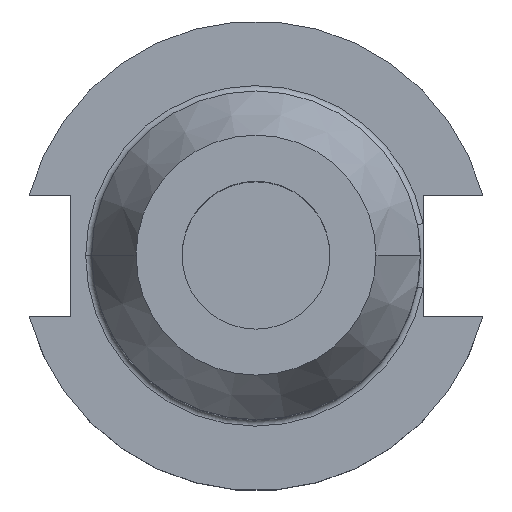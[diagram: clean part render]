
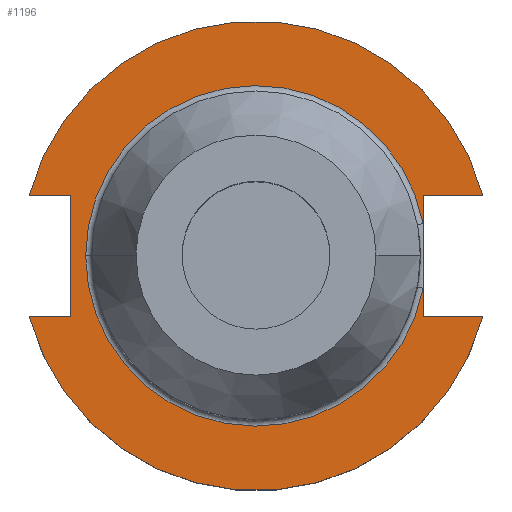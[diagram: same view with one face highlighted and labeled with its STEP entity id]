
A CAD part, top view. The second image highlights one B-rep face of the part: STEP entity #1196.
In plain terms, the highlighted planar face has unit normal (0, 0, 1).
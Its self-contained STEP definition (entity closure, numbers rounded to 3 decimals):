
#17 = CARTESIAN_POINT ( 'NONE',  ( -61.091, -8.191, 19.05 ) ) ;
#19 = VERTEX_POINT ( 'NONE', #665 ) ;
#51 = ORIENTED_EDGE ( 'NONE', *, *, #790, .T. ) ;
#71 = ORIENTED_EDGE ( 'NONE', *, *, #819, .T. ) ;
#83 = EDGE_CURVE ( 'NONE', #443, #838, #1338, .T. ) ;
#132 = VECTOR ( 'NONE', #257, 1000. ) ;
#135 = EDGE_CURVE ( 'NONE', #802, #198, #651, .T. ) ;
#141 = CARTESIAN_POINT ( 'NONE',  ( 0., 0., 19.05 ) ) ;
#143 = AXIS2_PLACEMENT_3D ( 'NONE', #141, #999, #272 ) ;
#144 = CARTESIAN_POINT ( 'NONE',  ( -25.091, 8.191, 19.05 ) ) ;
#161 = ORIENTED_EDGE ( 'NONE', *, *, #1427, .F. ) ;
#173 = AXIS2_PLACEMENT_3D ( 'NONE', #520, #1376, #642 ) ;
#182 = VERTEX_POINT ( 'NONE', #546 ) ;
#185 = CARTESIAN_POINT ( 'NONE',  ( 0., 0., 19.05 ) ) ;
#198 = VERTEX_POINT ( 'NONE', #1150 ) ;
#200 = CARTESIAN_POINT ( 'NONE',  ( -61.091, 8.191, 19.05 ) ) ;
#231 = DIRECTION ( 'NONE',  ( 1., 0., 0. ) ) ;
#234 = CIRCLE ( 'NONE', #502, 23.025 ) ;
#236 = VECTOR ( 'NONE', #256, 1000. ) ;
#253 = VERTEX_POINT ( 'NONE', #1205 ) ;
#255 = DIRECTION ( 'NONE',  ( -1., 0., 0. ) ) ;
#256 = DIRECTION ( 'NONE',  ( -1., 0., 0. ) ) ;
#257 = DIRECTION ( 'NONE',  ( 0., 1., 0. ) ) ;
#272 = DIRECTION ( 'NONE',  ( 1., 0., 0. ) ) ;
#275 = VERTEX_POINT ( 'NONE', #478 ) ;
#297 = VECTOR ( 'NONE', #231, 1000. ) ;
#300 = CARTESIAN_POINT ( 'NONE',  ( -25.091, -8.191, 19.05 ) ) ;
#315 = DIRECTION ( 'NONE',  ( 1., 0., 0. ) ) ;
#330 = LINE ( 'NONE', #1078, #297 ) ;
#388 = CARTESIAN_POINT ( 'NONE',  ( 22.606, 22.225, 19.05 ) ) ;
#427 = CARTESIAN_POINT ( 'NONE',  ( -30.675, 8.191, 19.05 ) ) ;
#439 = CARTESIAN_POINT ( 'NONE',  ( 0., 8.191, 19.05 ) ) ;
#443 = VERTEX_POINT ( 'NONE', #427 ) ;
#476 = EDGE_CURVE ( 'NONE', #1559, #275, #1119, .T. ) ;
#478 = CARTESIAN_POINT ( 'NONE',  ( 30.675, -8.191, 19.05 ) ) ;
#492 = ORIENTED_EDGE ( 'NONE', *, *, #1144, .T. ) ;
#494 = FACE_OUTER_BOUND ( 'NONE', #964, .T. ) ;
#502 = AXIS2_PLACEMENT_3D ( 'NONE', #728, #1607, #852 ) ;
#518 = CARTESIAN_POINT ( 'NONE',  ( 30.675, 8.191, 19.05 ) ) ;
#520 = CARTESIAN_POINT ( 'NONE',  ( 0., 0., 19.05 ) ) ;
#546 = CARTESIAN_POINT ( 'NONE',  ( 22.606, -4.373, 19.05 ) ) ;
#560 = CARTESIAN_POINT ( 'NONE',  ( -30.675, -8.191, 19.05 ) ) ;
#578 = ORIENTED_EDGE ( 'NONE', *, *, #1400, .T. ) ;
#595 = ORIENTED_EDGE ( 'NONE', *, *, #1374, .F. ) ;
#624 = ORIENTED_EDGE ( 'NONE', *, *, #135, .F. ) ;
#635 = CIRCLE ( 'NONE', #143, 31.75 ) ;
#642 = DIRECTION ( 'NONE',  ( -1., 0., 0. ) ) ;
#651 = LINE ( 'NONE', #439, #236 ) ;
#665 = CARTESIAN_POINT ( 'NONE',  ( -23.025, 0., 19.05 ) ) ;
#667 = DIRECTION ( 'NONE',  ( 0., 1., 0. ) ) ;
#669 = VECTOR ( 'NONE', #1004, 1000. ) ;
#725 = VECTOR ( 'NONE', #1049, 1000. ) ;
#728 = CARTESIAN_POINT ( 'NONE',  ( 0., 0., 19.05 ) ) ;
#790 = EDGE_CURVE ( 'NONE', #802, #443, #635, .T. ) ;
#802 = VERTEX_POINT ( 'NONE', #518 ) ;
#819 = EDGE_CURVE ( 'NONE', #838, #1558, #1548, .T. ) ;
#838 = VERTEX_POINT ( 'NONE', #978 ) ;
#852 = DIRECTION ( 'NONE',  ( -1., 0., 0. ) ) ;
#896 = EDGE_CURVE ( 'NONE', #1513, #182, #1106, .T. ) ;
#964 = EDGE_LOOP ( 'NONE', ( #1095, #492, #578, #1202, #624, #51, #1550, #71, #161, #1046, #595 ) ) ;
#978 = CARTESIAN_POINT ( 'NONE',  ( -25.091, 8.191, 19.05 ) ) ;
#983 = DIRECTION ( 'NONE',  ( 0., 0., -1. ) ) ;
#999 = DIRECTION ( 'NONE',  ( 0., 0., 1. ) ) ;
#1001 = DIRECTION ( 'NONE',  ( 1., 0., 0. ) ) ;
#1004 = DIRECTION ( 'NONE',  ( 0., -1., 0. ) ) ;
#1020 = VECTOR ( 'NONE', #667, 1000. ) ;
#1026 = AXIS2_PLACEMENT_3D ( 'NONE', #185, #1039, #315 ) ;
#1039 = DIRECTION ( 'NONE',  ( 0., 0., 1. ) ) ;
#1046 = ORIENTED_EDGE ( 'NONE', *, *, #476, .T. ) ;
#1049 = DIRECTION ( 'NONE',  ( 1., 0., 0. ) ) ;
#1078 = CARTESIAN_POINT ( 'NONE',  ( 0., -8.191, 19.05 ) ) ;
#1095 = ORIENTED_EDGE ( 'NONE', *, *, #896, .T. ) ;
#1106 = LINE ( 'NONE', #388, #132 ) ;
#1119 = CIRCLE ( 'NONE', #1026, 31.75 ) ;
#1144 = EDGE_CURVE ( 'NONE', #182, #19, #234, .T. ) ;
#1150 = CARTESIAN_POINT ( 'NONE',  ( 22.606, 8.191, 19.05 ) ) ;
#1151 = AXIS2_PLACEMENT_3D ( 'NONE', #1356, #983, #255 ) ;
#1196 = ADVANCED_FACE ( 'NONE', ( #494 ), #1490, .F. ) ;
#1202 = ORIENTED_EDGE ( 'NONE', *, *, #1565, .T. ) ;
#1205 = CARTESIAN_POINT ( 'NONE',  ( 22.606, 4.373, 19.05 ) ) ;
#1213 = VECTOR ( 'NONE', #1001, 1000. ) ;
#1228 = LINE ( 'NONE', #17, #1213 ) ;
#1338 = LINE ( 'NONE', #200, #725 ) ;
#1354 = LINE ( 'NONE', #1410, #1020 ) ;
#1356 = CARTESIAN_POINT ( 'NONE',  ( 0., 22.225, 19.05 ) ) ;
#1374 = EDGE_CURVE ( 'NONE', #1513, #275, #330, .T. ) ;
#1376 = DIRECTION ( 'NONE',  ( 0., 0., -1. ) ) ;
#1395 = CARTESIAN_POINT ( 'NONE',  ( 22.606, -8.191, 19.05 ) ) ;
#1400 = EDGE_CURVE ( 'NONE', #19, #253, #1568, .T. ) ;
#1410 = CARTESIAN_POINT ( 'NONE',  ( 22.606, 22.225, 19.05 ) ) ;
#1427 = EDGE_CURVE ( 'NONE', #1559, #1558, #1228, .T. ) ;
#1490 = PLANE ( 'NONE',  #1151 ) ;
#1513 = VERTEX_POINT ( 'NONE', #1395 ) ;
#1548 = LINE ( 'NONE', #144, #669 ) ;
#1550 = ORIENTED_EDGE ( 'NONE', *, *, #83, .T. ) ;
#1558 = VERTEX_POINT ( 'NONE', #300 ) ;
#1559 = VERTEX_POINT ( 'NONE', #560 ) ;
#1565 = EDGE_CURVE ( 'NONE', #253, #198, #1354, .T. ) ;
#1568 = CIRCLE ( 'NONE', #173, 23.025 ) ;
#1607 = DIRECTION ( 'NONE',  ( 0., 0., -1. ) ) ;
